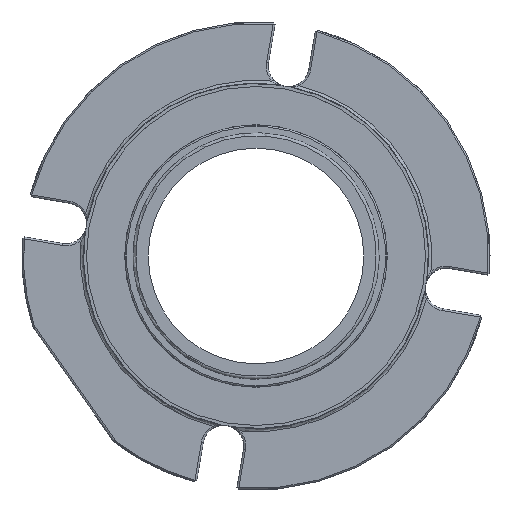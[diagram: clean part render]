
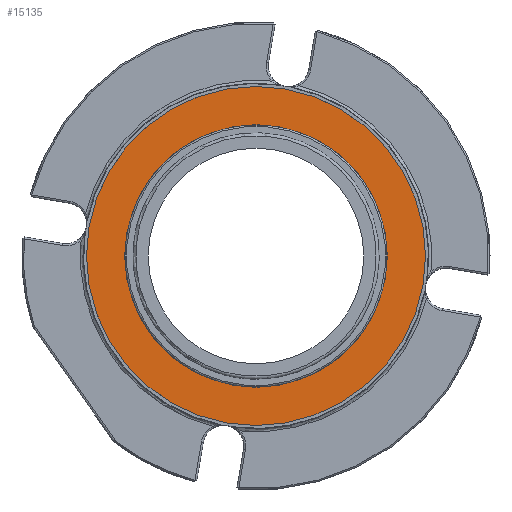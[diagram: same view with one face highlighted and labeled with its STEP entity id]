
A CAD part, left-side view. The second image highlights one B-rep face of the part: STEP entity #15135.
In plain terms, the highlighted planar face has unit normal (-1, 0, 0).
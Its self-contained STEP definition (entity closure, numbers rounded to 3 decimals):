
#1600=PLANE('',#16138);
#5302=ORIENTED_EDGE('',*,*,#6879,.T.);
#5303=ORIENTED_EDGE('',*,*,#6878,.T.);
#6878=EDGE_CURVE('',#7871,#7871,#8361,.T.);
#6879=EDGE_CURVE('',#7872,#7872,#8362,.T.);
#7871=VERTEX_POINT('',#27110);
#7872=VERTEX_POINT('',#27113);
#8361=CIRCLE('',#16137,87.313);
#8362=CIRCLE('',#16139,67.628);
#9092=EDGE_LOOP('',(#5302));
#9093=EDGE_LOOP('',(#5303));
#9837=FACE_BOUND('',#9092,.T.);
#9838=FACE_BOUND('',#9093,.T.);
#15135=ADVANCED_FACE('',(#9837,#9838),#1600,.F.);
#16137=AXIS2_PLACEMENT_3D('',#27109,#18669,#18670);
#16138=AXIS2_PLACEMENT_3D('',#27111,#18671,#18672);
#16139=AXIS2_PLACEMENT_3D('',#27112,#18673,#18674);
#18669=DIRECTION('',(-1.,0.,0.));
#18670=DIRECTION('',(0.,-0.985,-0.174));
#18671=DIRECTION('',(1.,0.,0.));
#18672=DIRECTION('',(0.,0.985,0.174));
#18673=DIRECTION('',(1.,0.,0.));
#18674=DIRECTION('',(0.,1.,0.));
#27109=CARTESIAN_POINT('',(-0.076,0.,0.));
#27110=CARTESIAN_POINT('',(-0.076,-85.979,-15.204));
#27111=CARTESIAN_POINT('',(-0.076,85.979,15.204));
#27112=CARTESIAN_POINT('',(-0.076,0.,0.));
#27113=CARTESIAN_POINT('',(-0.076,67.628,0.));
